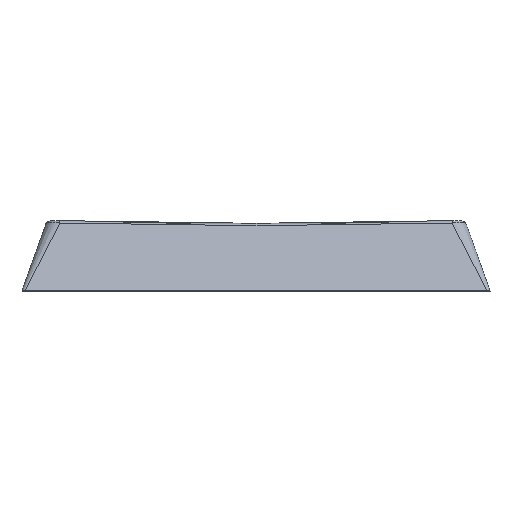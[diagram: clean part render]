
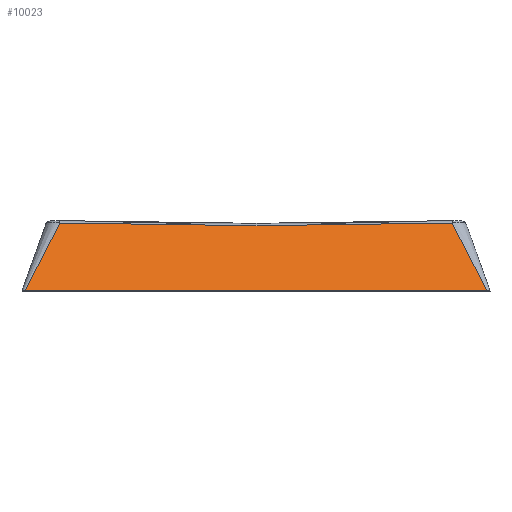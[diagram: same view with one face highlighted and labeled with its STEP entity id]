
A CAD part, top view. The second image highlights one B-rep face of the part: STEP entity #10023.
In plain terms, the highlighted planar face has unit normal (0, 0.423, 0.906).
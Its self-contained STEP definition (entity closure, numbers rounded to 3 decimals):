
#132 = CARTESIAN_POINT ( 'NONE',  ( -25.578, 4.23, 16.602 ) ) ;
#402 = CARTESIAN_POINT ( 'NONE',  ( 24.596, 6.14, 15.712 ) ) ;
#614 = CARTESIAN_POINT ( 'NONE',  ( 25.593, 4.201, 16.616 ) ) ;
#797 = EDGE_CURVE ( 'NONE', #7922, #8347, #11677, .T. ) ;
#877 = DIRECTION ( 'NONE',  ( 0., 0.906, -0.423 ) ) ;
#1088 = CARTESIAN_POINT ( 'NONE',  ( 28.1, 7.115, 15.257 ) ) ;
#1111 = CARTESIAN_POINT ( 'NONE',  ( -23.559, 8.151, 14.774 ) ) ;
#1200 = ORIENTED_EDGE ( 'NONE', *, *, #797, .T. ) ;
#1450 = CARTESIAN_POINT ( 'NONE',  ( 25.397, 4.582, 16.438 ) ) ;
#1488 = EDGE_CURVE ( 'NONE', #7231, #6931, #8490, .T. ) ;
#1934 = FACE_OUTER_BOUND ( 'NONE', #5710, .T. ) ;
#2024 = CARTESIAN_POINT ( 'NONE',  ( -27.735, 0., 18.575 ) ) ;
#2033 = EDGE_CURVE ( 'NONE', #8347, #7231, #5497, .T. ) ;
#2430 = CARTESIAN_POINT ( 'NONE',  ( 25.578, 4.23, 16.602 ) ) ;
#2495 = CARTESIAN_POINT ( 'NONE',  ( 25.558, 4.268, 16.585 ) ) ;
#2868 = DIRECTION ( 'NONE',  ( 1., 0., 0. ) ) ;
#2902 = DIRECTION ( 'NONE',  ( 0., -0.423, -0.906 ) ) ;
#2973 = CARTESIAN_POINT ( 'NONE',  ( 23.559, 8.151, 14.774 ) ) ;
#3274 = CARTESIAN_POINT ( 'NONE',  ( -25.397, 4.582, 16.438 ) ) ;
#3543 = CARTESIAN_POINT ( 'NONE',  ( 27.735, 0., 18.575 ) ) ;
#4113 = CARTESIAN_POINT ( 'NONE',  ( -24.596, 6.14, 15.712 ) ) ;
#4134 = CARTESIAN_POINT ( 'NONE',  ( -23.559, 8.151, 14.774 ) ) ;
#4388 = CARTESIAN_POINT ( 'NONE',  ( -25.593, 4.201, 16.616 ) ) ;
#4592 = CARTESIAN_POINT ( 'NONE',  ( 26.262, 2.896, 17.225 ) ) ;
#5096 = LINE ( 'NONE', #8303, #12284 ) ;
#5172 = CARTESIAN_POINT ( 'NONE',  ( 23.559, 8.151, 14.774 ) ) ;
#5224 = CARTESIAN_POINT ( 'NONE',  ( -25.583, 4.22, 16.607 ) ) ;
#5353 = CARTESIAN_POINT ( 'NONE',  ( -25.152, 5.059, 16.216 ) ) ;
#5471 = CARTESIAN_POINT ( 'NONE',  ( -23.559, 8.151, 14.774 ) ) ;
#5497 = B_SPLINE_CURVE_WITH_KNOTS ( 'NONE', 3,
 ( #5172, #13684, #9278, #4134 ),
 .UNSPECIFIED., .F., .F.,
 ( 4, 4 ),
 ( 0., 0.047 ),
 .UNSPECIFIED. ) ;
#5703 = CARTESIAN_POINT ( 'NONE',  ( 25.152, 5.059, 16.216 ) ) ;
#5710 = EDGE_LOOP ( 'NONE', ( #1200, #11525, #7250, #13151 ) ) ;
#6341 = CARTESIAN_POINT ( 'NONE',  ( -24.004, 7.288, 15.177 ) ) ;
#6475 = CARTESIAN_POINT ( 'NONE',  ( -25.511, 4.36, 16.542 ) ) ;
#6744 = CARTESIAN_POINT ( 'NONE',  ( 25.511, 4.36, 16.542 ) ) ;
#6931 = VERTEX_POINT ( 'NONE', #13131 ) ;
#7231 = VERTEX_POINT ( 'NONE', #5471 ) ;
#7250 = ORIENTED_EDGE ( 'NONE', *, *, #1488, .T. ) ;
#7922 = VERTEX_POINT ( 'NONE', #8293 ) ;
#8293 = CARTESIAN_POINT ( 'NONE',  ( 27.735, 0., 18.575 ) ) ;
#8303 = CARTESIAN_POINT ( 'NONE',  ( -28.1, 0., 18.575 ) ) ;
#8347 = VERTEX_POINT ( 'NONE', #9916 ) ;
#8366 = CARTESIAN_POINT ( 'NONE',  ( -26.262, 2.896, 17.224 ) ) ;
#8410 = PLANE ( 'NONE',  #13266 ) ;
#8490 = B_SPLINE_CURVE_WITH_KNOTS ( 'NONE', 3,
 ( #1111, #6341, #4113, #5353, #3274, #6475, #10719, #132, #5224, #4388, #12552, #8366, #12623, #2024 ),
 .UNSPECIFIED., .F., .F.,
 ( 4, 1, 1, 1, 1, 2, 2, 1, 1, 4 ),
 ( 0.029, 0.272, 0.393, 0.454, 0.484, 0.499, 0.503, 0.507, 0.514, 1. ),
 .UNSPECIFIED. ) ;
#9278 = CARTESIAN_POINT ( 'NONE',  ( -7.857, 7.726, 14.972 ) ) ;
#9916 = CARTESIAN_POINT ( 'NONE',  ( 23.559, 8.151, 14.774 ) ) ;
#9946 = CARTESIAN_POINT ( 'NONE',  ( 25.583, 4.22, 16.607 ) ) ;
#10013 = CARTESIAN_POINT ( 'NONE',  ( 26.974, 1.5, 17.875 ) ) ;
#10023 = ADVANCED_FACE ( 'NONE', ( #1934 ), #8410, .F. ) ;
#10157 = CARTESIAN_POINT ( 'NONE',  ( 25.608, 4.171, 16.63 ) ) ;
#10719 = CARTESIAN_POINT ( 'NONE',  ( -25.558, 4.268, 16.585 ) ) ;
#11525 = ORIENTED_EDGE ( 'NONE', *, *, #2033, .T. ) ;
#11677 = B_SPLINE_CURVE_WITH_KNOTS ( 'NONE', 3,
 ( #3543, #10013, #4592, #10157, #614, #9946, #2430, #2495, #6744, #1450, #5703, #402, #12605, #2973 ),
 .UNSPECIFIED., .F., .F.,
 ( 4, 1, 1, 2, 2, 1, 1, 1, 1, 4 ),
 ( 0., 0.486, 0.493, 0.497, 0.501, 0.516, 0.546, 0.607, 0.728, 0.971 ),
 .UNSPECIFIED. ) ;
#12284 = VECTOR ( 'NONE', #2868, 1000. ) ;
#12552 = CARTESIAN_POINT ( 'NONE',  ( -25.608, 4.171, 16.63 ) ) ;
#12605 = CARTESIAN_POINT ( 'NONE',  ( 24.004, 7.288, 15.177 ) ) ;
#12623 = CARTESIAN_POINT ( 'NONE',  ( -26.974, 1.501, 17.875 ) ) ;
#13131 = CARTESIAN_POINT ( 'NONE',  ( -27.735, 0., 18.575 ) ) ;
#13151 = ORIENTED_EDGE ( 'NONE', *, *, #13515, .T. ) ;
#13266 = AXIS2_PLACEMENT_3D ( 'NONE', #1088, #2902, #877 ) ;
#13515 = EDGE_CURVE ( 'NONE', #6931, #7922, #5096, .T. ) ;
#13684 = CARTESIAN_POINT ( 'NONE',  ( 7.857, 7.726, 14.972 ) ) ;
